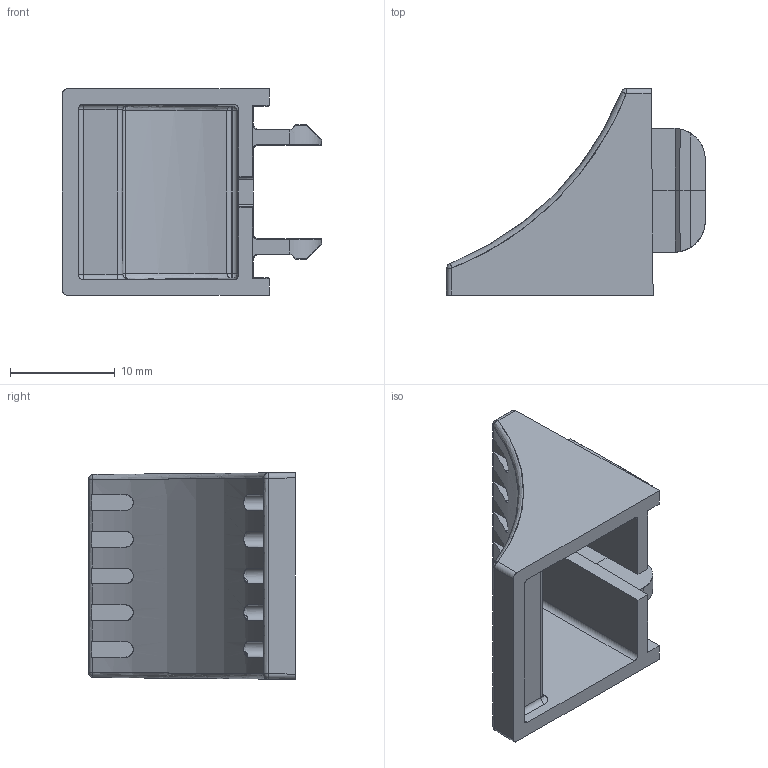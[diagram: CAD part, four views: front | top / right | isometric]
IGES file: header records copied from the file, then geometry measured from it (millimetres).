
Start section: SolidWorks IGES file using analytic representation for surfaces
Global section: file name: 10-10016b.igs; native system: SolidWorks 2012; preprocessor: SolidWorks 2012; author: Administrator; date: 140413.192125; units: millimetre
Bounding box: 24.7 x 19.7 x 19.7 mm (x, y, z)
Surface area: 2671.2 mm2 (no closed solid volume)
Topology: 0 solids, 0 shells, 147 faces, 1282 edges, 1282 vertices
Faces by surface type: bspline 88, revolution 59
